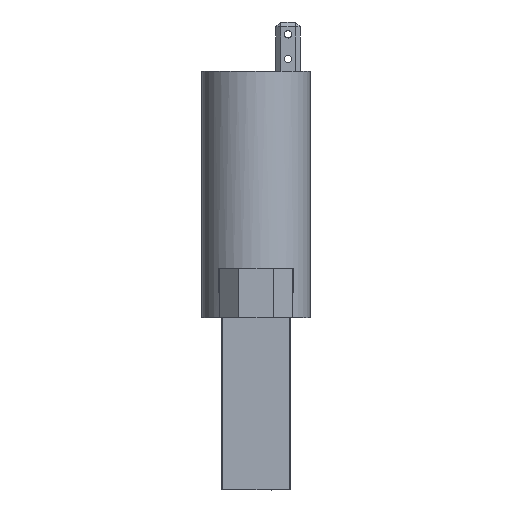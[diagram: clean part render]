
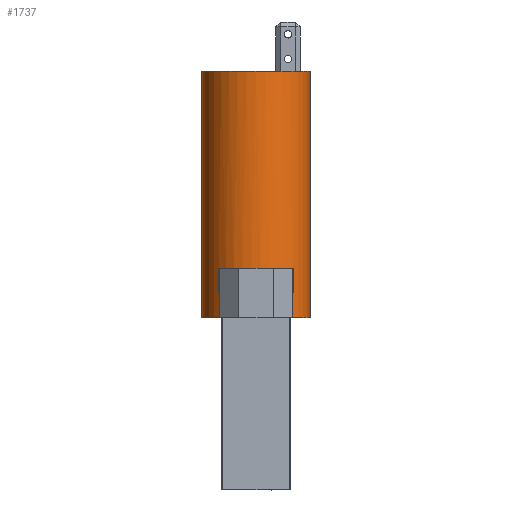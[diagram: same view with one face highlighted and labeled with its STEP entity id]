
A CAD part, front view. The second image highlights one B-rep face of the part: STEP entity #1737.
In plain terms, the highlighted cylindrical face has radius 11 mm (diameter 22 mm), a partial arc.
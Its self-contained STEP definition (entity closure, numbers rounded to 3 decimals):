
#68 = CIRCLE ( 'NONE', #2933, 11. ) ;
#105 = DIRECTION ( 'NONE',  ( 0., -1., 0. ) ) ;
#111 = VECTOR ( 'NONE', #1537, 1000. ) ;
#159 = FACE_OUTER_BOUND ( 'NONE', #2627, .T. ) ;
#165 = DIRECTION ( 'NONE',  ( 0., 0., -1. ) ) ;
#204 = DIRECTION ( 'NONE',  ( 0., 0., -1. ) ) ;
#221 = EDGE_CURVE ( 'NONE', #1164, #2169, #952, .T. ) ;
#235 = CARTESIAN_POINT ( 'NONE',  ( 0., 5., 0. ) ) ;
#269 = DIRECTION ( 'NONE',  ( 0., 0., -1. ) ) ;
#425 = VECTOR ( 'NONE', #3943, 1000. ) ;
#439 = CARTESIAN_POINT ( 'NONE',  ( 0., 0., -11. ) ) ;
#442 = CARTESIAN_POINT ( 'NONE',  ( 0., 50., -11. ) ) ;
#481 = CARTESIAN_POINT ( 'NONE',  ( -9.5, 5., 5.545 ) ) ;
#515 = VERTEX_POINT ( 'NONE', #4475 ) ;
#554 = ORIENTED_EDGE ( 'NONE', *, *, #1417, .T. ) ;
#593 = ORIENTED_EDGE ( 'NONE', *, *, #1914, .T. ) ;
#656 = CARTESIAN_POINT ( 'NONE',  ( 0., 50., 11. ) ) ;
#720 = EDGE_CURVE ( 'NONE', #2169, #2967, #3372, .T. ) ;
#886 = VERTEX_POINT ( 'NONE', #4121 ) ;
#939 = VERTEX_POINT ( 'NONE', #2492 ) ;
#952 = LINE ( 'NONE', #2688, #2948 ) ;
#998 = DIRECTION ( 'NONE',  ( 0., -1., 0. ) ) ;
#1047 = VERTEX_POINT ( 'NONE', #439 ) ;
#1072 = EDGE_CURVE ( 'NONE', #4388, #1047, #3315, .T. ) ;
#1083 = DIRECTION ( 'NONE',  ( 0., 1., 0. ) ) ;
#1096 = LINE ( 'NONE', #3077, #3078 ) ;
#1098 = CARTESIAN_POINT ( 'NONE',  ( -8., 10., 7.55 ) ) ;
#1164 = VERTEX_POINT ( 'NONE', #2609 ) ;
#1192 = LINE ( 'NONE', #3906, #425 ) ;
#1211 = EDGE_CURVE ( 'NONE', #4172, #4388, #3537, .T. ) ;
#1258 = DIRECTION ( 'NONE',  ( 0., 1., 0. ) ) ;
#1306 = LINE ( 'NONE', #3309, #111 ) ;
#1309 = DIRECTION ( 'NONE',  ( 0., -1., 0. ) ) ;
#1331 = CARTESIAN_POINT ( 'NONE',  ( 0., 5., 0. ) ) ;
#1417 = EDGE_CURVE ( 'NONE', #1047, #515, #1702, .T. ) ;
#1494 = EDGE_CURVE ( 'NONE', #939, #1164, #68, .T. ) ;
#1537 = DIRECTION ( 'NONE',  ( 0., -1., 0. ) ) ;
#1702 = CIRCLE ( 'NONE', #4237, 11. ) ;
#1723 = EDGE_CURVE ( 'NONE', #2967, #886, #1306, .T. ) ;
#1737 = ADVANCED_FACE ( 'NONE', ( #159 ), #4214, .T. ) ;
#1785 = CARTESIAN_POINT ( 'NONE',  ( -9.5, 50., -5.545 ) ) ;
#1885 = DIRECTION ( 'NONE',  ( 0., 1., 0. ) ) ;
#1914 = EDGE_CURVE ( 'NONE', #3037, #2439, #1096, .T. ) ;
#2157 = AXIS2_PLACEMENT_3D ( 'NONE', #4465, #1083, #3546 ) ;
#2169 = VERTEX_POINT ( 'NONE', #2671 ) ;
#2242 = CARTESIAN_POINT ( 'NONE',  ( 0., 50., -11. ) ) ;
#2244 = CARTESIAN_POINT ( 'NONE',  ( -9.5, 0., 5.545 ) ) ;
#2275 = CARTESIAN_POINT ( 'NONE',  ( 0., 50., 0. ) ) ;
#2353 = DIRECTION ( 'NONE',  ( 0., 0., -1. ) ) ;
#2365 = CARTESIAN_POINT ( 'NONE',  ( 0., 10., 0. ) ) ;
#2370 = EDGE_CURVE ( 'NONE', #4172, #4467, #1192, .T. ) ;
#2380 = DIRECTION ( 'NONE',  ( 0., 1., 0. ) ) ;
#2439 = VERTEX_POINT ( 'NONE', #2244 ) ;
#2492 = CARTESIAN_POINT ( 'NONE',  ( -9.5, 5., -5.545 ) ) ;
#2546 = AXIS2_PLACEMENT_3D ( 'NONE', #2275, #2571, #165 ) ;
#2570 = CIRCLE ( 'NONE', #2157, 11. ) ;
#2571 = DIRECTION ( 'NONE',  ( 0., -1., 0. ) ) ;
#2609 = CARTESIAN_POINT ( 'NONE',  ( -8., 5., -7.55 ) ) ;
#2623 = ORIENTED_EDGE ( 'NONE', *, *, #720, .T. ) ;
#2627 = EDGE_LOOP ( 'NONE', ( #2851, #3429, #4049, #554, #3325, #3987, #3848, #2623, #2913, #4268, #593, #3933 ) ) ;
#2647 = CARTESIAN_POINT ( 'NONE',  ( 0., 50., 0. ) ) ;
#2662 = DIRECTION ( 'NONE',  ( 0., -1., 0. ) ) ;
#2671 = CARTESIAN_POINT ( 'NONE',  ( -8., 10., -7.55 ) ) ;
#2688 = CARTESIAN_POINT ( 'NONE',  ( -8., 50., -7.55 ) ) ;
#2690 = DIRECTION ( 'NONE',  ( 0., -1., 0. ) ) ;
#2768 = AXIS2_PLACEMENT_3D ( 'NONE', #1331, #2690, #3786 ) ;
#2851 = ORIENTED_EDGE ( 'NONE', *, *, #2370, .F. ) ;
#2913 = ORIENTED_EDGE ( 'NONE', *, *, #1723, .T. ) ;
#2933 = AXIS2_PLACEMENT_3D ( 'NONE', #235, #998, #269 ) ;
#2948 = VECTOR ( 'NONE', #1258, 1000. ) ;
#2967 = VERTEX_POINT ( 'NONE', #1098 ) ;
#3037 = VERTEX_POINT ( 'NONE', #481 ) ;
#3045 = AXIS2_PLACEMENT_3D ( 'NONE', #2365, #2380, #2353 ) ;
#3077 = CARTESIAN_POINT ( 'NONE',  ( -9.5, 50., 5.545 ) ) ;
#3078 = VECTOR ( 'NONE', #1309, 1000. ) ;
#3165 = CARTESIAN_POINT ( 'NONE',  ( 0., 0., 11. ) ) ;
#3309 = CARTESIAN_POINT ( 'NONE',  ( -8., 50., 7.55 ) ) ;
#3315 = LINE ( 'NONE', #2242, #4461 ) ;
#3319 = DIRECTION ( 'NONE',  ( 0., 0., -1. ) ) ;
#3325 = ORIENTED_EDGE ( 'NONE', *, *, #3485, .T. ) ;
#3358 = EDGE_CURVE ( 'NONE', #886, #3037, #4440, .T. ) ;
#3372 = CIRCLE ( 'NONE', #3045, 11. ) ;
#3429 = ORIENTED_EDGE ( 'NONE', *, *, #1211, .T. ) ;
#3436 = EDGE_CURVE ( 'NONE', #2439, #4467, #2570, .T. ) ;
#3485 = EDGE_CURVE ( 'NONE', #515, #939, #4486, .T. ) ;
#3537 = CIRCLE ( 'NONE', #4174, 11. ) ;
#3546 = DIRECTION ( 'NONE',  ( 0., 0., -1. ) ) ;
#3650 = CARTESIAN_POINT ( 'NONE',  ( 0., 0., 0. ) ) ;
#3786 = DIRECTION ( 'NONE',  ( 0., 0., -1. ) ) ;
#3848 = ORIENTED_EDGE ( 'NONE', *, *, #221, .T. ) ;
#3896 = DIRECTION ( 'NONE',  ( 0., 1., 0. ) ) ;
#3906 = CARTESIAN_POINT ( 'NONE',  ( 0., 50., 11. ) ) ;
#3933 = ORIENTED_EDGE ( 'NONE', *, *, #3436, .T. ) ;
#3943 = DIRECTION ( 'NONE',  ( 0., -1., 0. ) ) ;
#3987 = ORIENTED_EDGE ( 'NONE', *, *, #1494, .T. ) ;
#4049 = ORIENTED_EDGE ( 'NONE', *, *, #1072, .T. ) ;
#4121 = CARTESIAN_POINT ( 'NONE',  ( -8., 5., 7.55 ) ) ;
#4172 = VERTEX_POINT ( 'NONE', #656 ) ;
#4174 = AXIS2_PLACEMENT_3D ( 'NONE', #2647, #2662, #3319 ) ;
#4196 = VECTOR ( 'NONE', #3896, 1000. ) ;
#4214 = CYLINDRICAL_SURFACE ( 'NONE', #2546, 11. ) ;
#4237 = AXIS2_PLACEMENT_3D ( 'NONE', #3650, #1885, #204 ) ;
#4268 = ORIENTED_EDGE ( 'NONE', *, *, #3358, .T. ) ;
#4388 = VERTEX_POINT ( 'NONE', #442 ) ;
#4440 = CIRCLE ( 'NONE', #2768, 11. ) ;
#4461 = VECTOR ( 'NONE', #105, 1000. ) ;
#4465 = CARTESIAN_POINT ( 'NONE',  ( 0., 0., 0. ) ) ;
#4467 = VERTEX_POINT ( 'NONE', #3165 ) ;
#4475 = CARTESIAN_POINT ( 'NONE',  ( -9.5, 0., -5.545 ) ) ;
#4486 = LINE ( 'NONE', #1785, #4196 ) ;
